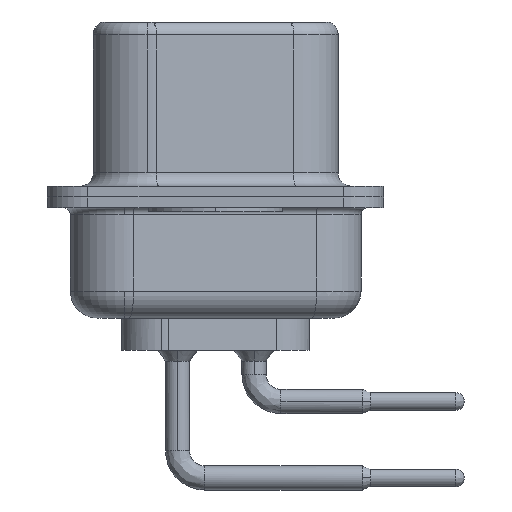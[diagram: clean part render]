
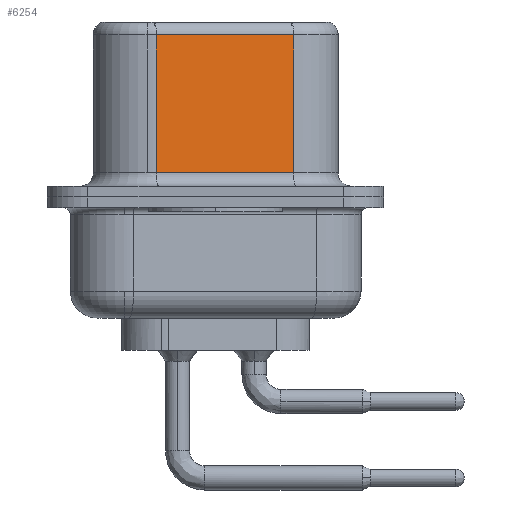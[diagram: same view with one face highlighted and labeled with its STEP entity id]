
A CAD part, left-side view. The second image highlights one B-rep face of the part: STEP entity #6254.
In plain terms, the highlighted planar face has unit normal (-0.985, -0.174, 0).
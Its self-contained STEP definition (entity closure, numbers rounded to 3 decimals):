
#421 = EDGE_CURVE ( 'NONE', #16842, #9397, #17069, .T. ) ;
#1560 = DIRECTION ( 'NONE',  ( 0.174, -0.985, 0. ) ) ;
#1665 = EDGE_CURVE ( 'NONE', #5517, #16842, #24556, .T. ) ;
#2034 = DIRECTION ( 'NONE',  ( 0., 0., -1. ) ) ;
#3401 = VECTOR ( 'NONE', #1560, 1000. ) ;
#4242 = VECTOR ( 'NONE', #4683, 1000. ) ;
#4683 = DIRECTION ( 'NONE',  ( 0., 0., -1. ) ) ;
#4897 = LINE ( 'NONE', #5785, #4242 ) ;
#5344 = EDGE_CURVE ( 'NONE', #5517, #26728, #4897, .T. ) ;
#5517 = VERTEX_POINT ( 'NONE', #10207 ) ;
#5634 = ORIENTED_EDGE ( 'NONE', *, *, #5344, .F. ) ;
#5785 = CARTESIAN_POINT ( 'NONE',  ( 4.58, -2.897, 6.52 ) ) ;
#6254 = ADVANCED_FACE ( 'NONE', ( #6882 ), #12946, .F. ) ;
#6882 = FACE_OUTER_BOUND ( 'NONE', #7792, .T. ) ;
#7792 = EDGE_LOOP ( 'NONE', ( #5634, #27486, #10326, #15693 ) ) ;
#9397 = VERTEX_POINT ( 'NONE', #10132 ) ;
#10132 = CARTESIAN_POINT ( 'NONE',  ( 3.68, 2.203, 0.9 ) ) ;
#10207 = CARTESIAN_POINT ( 'NONE',  ( 4.58, -2.897, 6.02 ) ) ;
#10326 = ORIENTED_EDGE ( 'NONE', *, *, #421, .T. ) ;
#11067 = DIRECTION ( 'NONE',  ( -0.174, 0.985, 0. ) ) ;
#11313 = DIRECTION ( 'NONE',  ( 0.985, 0.174, 0. ) ) ;
#12946 = PLANE ( 'NONE',  #21013 ) ;
#13044 = CARTESIAN_POINT ( 'NONE',  ( 4.58, -2.897, 6.52 ) ) ;
#15254 = CARTESIAN_POINT ( 'NONE',  ( 3.68, 2.203, 6.52 ) ) ;
#15693 = ORIENTED_EDGE ( 'NONE', *, *, #22362, .T. ) ;
#16842 = VERTEX_POINT ( 'NONE', #24518 ) ;
#17069 = LINE ( 'NONE', #15254, #22259 ) ;
#19006 = CARTESIAN_POINT ( 'NONE',  ( 4.58, -2.897, 0.9 ) ) ;
#19439 = VECTOR ( 'NONE', #21313, 1000. ) ;
#20142 = LINE ( 'NONE', #19006, #3401 ) ;
#21013 = AXIS2_PLACEMENT_3D ( 'NONE', #13044, #11313, #11067 ) ;
#21313 = DIRECTION ( 'NONE',  ( -0.174, 0.985, 0. ) ) ;
#21402 = CARTESIAN_POINT ( 'NONE',  ( 4.58, -2.897, 6.02 ) ) ;
#22259 = VECTOR ( 'NONE', #2034, 1000. ) ;
#22362 = EDGE_CURVE ( 'NONE', #9397, #26728, #20142, .T. ) ;
#24518 = CARTESIAN_POINT ( 'NONE',  ( 3.68, 2.203, 6.02 ) ) ;
#24556 = LINE ( 'NONE', #21402, #19439 ) ;
#24638 = CARTESIAN_POINT ( 'NONE',  ( 4.58, -2.897, 0.9 ) ) ;
#26728 = VERTEX_POINT ( 'NONE', #24638 ) ;
#27486 = ORIENTED_EDGE ( 'NONE', *, *, #1665, .T. ) ;
